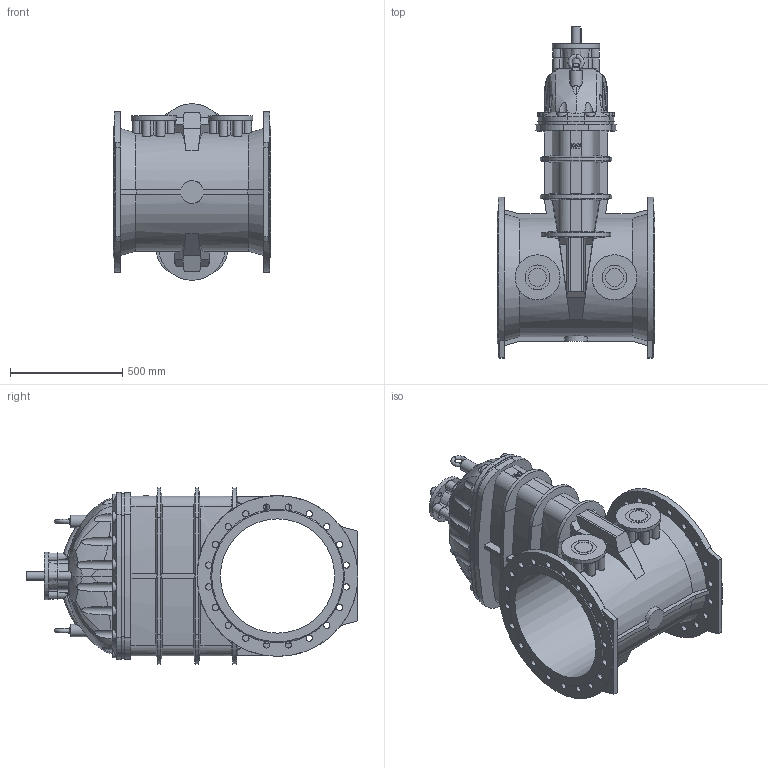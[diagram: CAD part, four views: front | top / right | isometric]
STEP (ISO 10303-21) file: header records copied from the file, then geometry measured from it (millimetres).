
FILE_DESCRIPTION (( 'STEP AP203' ), '1' );
FILE_NAME ('O_55_30_DN500_AA0_step.step', '2016-10-13T06:04:06', ( 'Windows User' ), ( 'AVK' ), 'SwSTEP 2.0', 'SolidWorks 2012', '' );
FILE_SCHEMA (( 'CONFIG_CONTROL_DESIGN' ));
Length unit declared in the file: millimetre
Products named in the file (1): O_55_30_DN500_AA0_step
Bounding box: 700 x 1475.5 x 783.89 mm (x, y, z)
Volume: 141065628.5 mm3; surface area: 5462145.6 mm2
Topology: 1 solids, 1 shells, 586 faces, 1746 edges, 1143 vertices
Faces by surface type: cylinder 253, plane 205, cone 68, bspline 60
Full cylindrical faces by diameter (mm): 22 x4, 28 x40, 33 x4, 40 x1, 55 x3, 200 x2, 210 x1, 508 x1, 715 x2
Entity records: 32188 total; most frequent: CARTESIAN_POINT 17914, ORIENTED_EDGE 3240, DIRECTION 2535, EDGE_CURVE 1620, VERTEX_POINT 1089, AXIS2_PLACEMENT_3D 998, EDGE_LOOP 733, FACE_OUTER_BOUND 648
